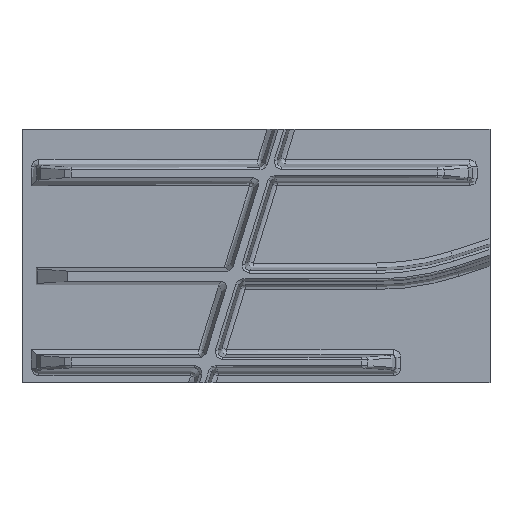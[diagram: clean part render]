
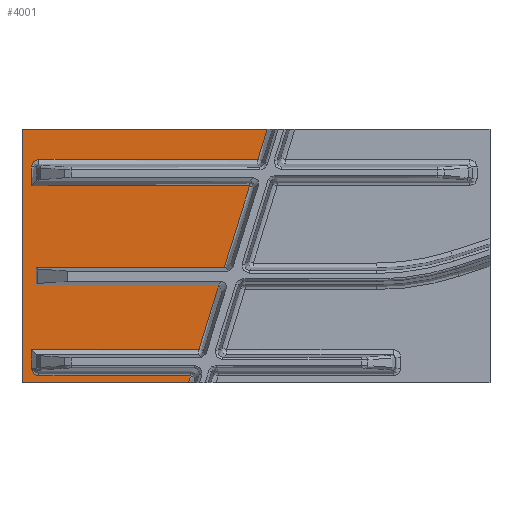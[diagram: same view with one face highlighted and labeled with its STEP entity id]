
A CAD part, top view. The second image highlights one B-rep face of the part: STEP entity #4001.
In plain terms, the highlighted planar face has unit normal (0, 0, 1).
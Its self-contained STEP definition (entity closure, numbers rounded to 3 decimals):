
#1371=AXIS2_PLACEMENT_3D('Plane Axis2P3D',#1368,#1369,#1370) ;
#1368=CARTESIAN_POINT('Axis2P3D Location',(1564.313,330.407,-8.)) ;
#1975=CARTESIAN_POINT('Vertex',(2207.839,207.48,-8.)) ;
#1978=CARTESIAN_POINT('Line Origine',(2232.097,207.48,-8.)) ;
#1982=CARTESIAN_POINT('Vertex',(2256.355,207.48,-8.)) ;
#2353=CARTESIAN_POINT('Vertex',(2247.861,180.107,-8.)) ;
#2356=CARTESIAN_POINT('Line Origine',(2213.813,180.107,-8.)) ;
#2360=CARTESIAN_POINT('Vertex',(2210.613,180.107,-8.)) ;
#2410=CARTESIAN_POINT('Line Origine',(2213.813,176.707,-8.)) ;
#2414=CARTESIAN_POINT('Vertex',(2210.613,176.707,-8.)) ;
#2416=CARTESIAN_POINT('Vertex',(2246.413,176.707,-8.)) ;
#2441=CARTESIAN_POINT('Control Point',(2246.784,176.636,-8.)) ;
#2442=CARTESIAN_POINT('Control Point',(2246.667,176.683,-8.)) ;
#2443=CARTESIAN_POINT('Control Point',(2246.54,176.707,-8.)) ;
#2444=CARTESIAN_POINT('Control Point',(2246.413,176.707,-8.)) ;
#2445=CARTESIAN_POINT('Vertex',(2246.784,176.636,-8.)) ;
#2815=CARTESIAN_POINT('Vertex',(2240.795,157.333,-8.)) ;
#2818=CARTESIAN_POINT('Line Origine',(2224.317,157.333,-8.)) ;
#2822=CARTESIAN_POINT('Vertex',(2207.839,157.333,-8.)) ;
#3853=CARTESIAN_POINT('Line Origine',(2207.839,182.407,-8.)) ;
#3865=CARTESIAN_POINT('Line Origine',(2244.808,170.267,-8.)) ;
#3869=CARTESIAN_POINT('Vertex',(2242.832,163.898,-8.)) ;
#3872=CARTESIAN_POINT('Line Origine',(2210.613,178.407,-8.)) ;
#3877=CARTESIAN_POINT('Line Origine',(2250.372,188.199,-8.)) ;
#3881=CARTESIAN_POINT('Vertex',(2252.883,196.29,-8.)) ;
#3884=CARTESIAN_POINT('Line Origine',(2231.29,196.29,-8.)) ;
#3888=CARTESIAN_POINT('Vertex',(2209.697,196.29,-8.)) ;
#3891=CARTESIAN_POINT('Line Origine',(2209.697,198.16,-8.)) ;
#3895=CARTESIAN_POINT('Vertex',(2209.697,200.029,-8.)) ;
#3899=CARTESIAN_POINT('Control Point',(2209.697,200.029,-8.)) ;
#3900=CARTESIAN_POINT('Control Point',(2209.697,200.095,-8.)) ;
#3901=CARTESIAN_POINT('Control Point',(2209.7,200.161,-8.)) ;
#3902=CARTESIAN_POINT('Control Point',(2209.708,200.228,-8.)) ;
#3903=CARTESIAN_POINT('Control Point',(2209.741,200.426,-8.)) ;
#3904=CARTESIAN_POINT('Control Point',(2209.807,200.616,-8.)) ;
#3905=CARTESIAN_POINT('Control Point',(2209.865,200.738,-8.)) ;
#3906=CARTESIAN_POINT('Control Point',(2210.008,200.967,-8.)) ;
#3907=CARTESIAN_POINT('Control Point',(2210.198,201.158,-8.)) ;
#3908=CARTESIAN_POINT('Control Point',(2210.303,201.243,-8.)) ;
#3909=CARTESIAN_POINT('Control Point',(2210.531,201.387,-8.)) ;
#3910=CARTESIAN_POINT('Control Point',(2210.785,201.477,-8.)) ;
#3911=CARTESIAN_POINT('Control Point',(2210.917,201.507,-8.)) ;
#3912=CARTESIAN_POINT('Control Point',(2211.052,201.523,-8.)) ;
#3913=CARTESIAN_POINT('Control Point',(2211.187,201.523,-8.)) ;
#3914=CARTESIAN_POINT('Control Point',(2211.188,201.523,-8.)) ;
#3915=CARTESIAN_POINT('Control Point',(2211.19,201.523,-8.)) ;
#3916=CARTESIAN_POINT('Control Point',(2211.191,201.523,-8.)) ;
#3917=CARTESIAN_POINT('Vertex',(2211.191,201.523,-8.)) ;
#3920=CARTESIAN_POINT('Line Origine',(2232.849,201.523,-8.)) ;
#3924=CARTESIAN_POINT('Vertex',(2254.506,201.523,-8.)) ;
#3927=CARTESIAN_POINT('Line Origine',(2255.431,204.502,-8.)) ;
#3932=CARTESIAN_POINT('Line Origine',(2241.001,157.999,-8.)) ;
#3936=CARTESIAN_POINT('Vertex',(2241.208,158.665,-8.)) ;
#3939=CARTESIAN_POINT('Line Origine',(2226.2,158.665,-8.)) ;
#3943=CARTESIAN_POINT('Vertex',(2211.191,158.665,-8.)) ;
#3947=CARTESIAN_POINT('Control Point',(2211.191,158.665,-8.)) ;
#3948=CARTESIAN_POINT('Control Point',(2211.125,158.665,-8.)) ;
#3949=CARTESIAN_POINT('Control Point',(2211.058,158.669,-8.)) ;
#3950=CARTESIAN_POINT('Control Point',(2210.992,158.676,-8.)) ;
#3951=CARTESIAN_POINT('Control Point',(2210.794,158.71,-8.)) ;
#3952=CARTESIAN_POINT('Control Point',(2210.604,158.775,-8.)) ;
#3953=CARTESIAN_POINT('Control Point',(2210.481,158.834,-8.)) ;
#3954=CARTESIAN_POINT('Control Point',(2210.253,158.976,-8.)) ;
#3955=CARTESIAN_POINT('Control Point',(2210.061,159.166,-8.)) ;
#3956=CARTESIAN_POINT('Control Point',(2209.977,159.272,-8.)) ;
#3957=CARTESIAN_POINT('Control Point',(2209.833,159.5,-8.)) ;
#3958=CARTESIAN_POINT('Control Point',(2209.743,159.754,-8.)) ;
#3959=CARTESIAN_POINT('Control Point',(2209.713,159.886,-8.)) ;
#3960=CARTESIAN_POINT('Control Point',(2209.697,160.021,-8.)) ;
#3961=CARTESIAN_POINT('Control Point',(2209.697,160.156,-8.)) ;
#3962=CARTESIAN_POINT('Control Point',(2209.697,160.157,-8.)) ;
#3963=CARTESIAN_POINT('Control Point',(2209.697,160.158,-8.)) ;
#3964=CARTESIAN_POINT('Control Point',(2209.697,160.16,-8.)) ;
#3965=CARTESIAN_POINT('Vertex',(2209.697,160.16,-8.)) ;
#3968=CARTESIAN_POINT('Line Origine',(2209.697,162.029,-8.)) ;
#3972=CARTESIAN_POINT('Vertex',(2209.697,163.898,-8.)) ;
#3975=CARTESIAN_POINT('Line Origine',(2226.264,163.898,-8.)) ;
#1369=DIRECTION('Axis2P3D Direction',(0.,-0.,1.)) ;
#1370=DIRECTION('Axis2P3D XDirection',(0.,1.,0.)) ;
#1979=DIRECTION('Vector Direction',(-1.,0.,0.)) ;
#2357=DIRECTION('Vector Direction',(-1.,0.,0.)) ;
#2411=DIRECTION('Vector Direction',(-1.,0.,0.)) ;
#2819=DIRECTION('Vector Direction',(1.,0.,0.)) ;
#3854=DIRECTION('Vector Direction',(0.,1.,0.)) ;
#3866=DIRECTION('Vector Direction',(0.296,0.955,0.)) ;
#3873=DIRECTION('Vector Direction',(0.,-1.,0.)) ;
#3878=DIRECTION('Vector Direction',(0.296,0.955,0.)) ;
#3885=DIRECTION('Vector Direction',(-1.,0.,0.)) ;
#3892=DIRECTION('Vector Direction',(0.,1.,0.)) ;
#3921=DIRECTION('Vector Direction',(-1.,0.,0.)) ;
#3928=DIRECTION('Vector Direction',(0.296,0.955,0.)) ;
#3933=DIRECTION('Vector Direction',(0.296,0.955,0.)) ;
#3940=DIRECTION('Vector Direction',(-1.,0.,0.)) ;
#3969=DIRECTION('Vector Direction',(0.,1.,0.)) ;
#3976=DIRECTION('Vector Direction',(1.,0.,0.)) ;
#1980=VECTOR('Line Direction',#1979,1.) ;
#2358=VECTOR('Line Direction',#2357,1.) ;
#2412=VECTOR('Line Direction',#2411,1.) ;
#2820=VECTOR('Line Direction',#2819,1.) ;
#3855=VECTOR('Line Direction',#3854,1.) ;
#3867=VECTOR('Line Direction',#3866,1.) ;
#3874=VECTOR('Line Direction',#3873,1.) ;
#3879=VECTOR('Line Direction',#3878,1.) ;
#3886=VECTOR('Line Direction',#3885,1.) ;
#3893=VECTOR('Line Direction',#3892,1.) ;
#3922=VECTOR('Line Direction',#3921,1.) ;
#3929=VECTOR('Line Direction',#3928,1.) ;
#3934=VECTOR('Line Direction',#3933,1.) ;
#3941=VECTOR('Line Direction',#3940,1.) ;
#3970=VECTOR('Line Direction',#3969,1.) ;
#3977=VECTOR('Line Direction',#3976,1.) ;
#3981=ORIENTED_EDGE('',*,*,#3871,.T.) ;
#3982=ORIENTED_EDGE('',*,*,#2447,.T.) ;
#3983=ORIENTED_EDGE('',*,*,#2418,.F.) ;
#3984=ORIENTED_EDGE('',*,*,#3876,.F.) ;
#3985=ORIENTED_EDGE('',*,*,#2362,.T.) ;
#3986=ORIENTED_EDGE('',*,*,#3883,.T.) ;
#3987=ORIENTED_EDGE('',*,*,#3890,.T.) ;
#3988=ORIENTED_EDGE('',*,*,#3897,.T.) ;
#3989=ORIENTED_EDGE('',*,*,#3919,.F.) ;
#3990=ORIENTED_EDGE('',*,*,#3926,.F.) ;
#3991=ORIENTED_EDGE('',*,*,#3931,.F.) ;
#3992=ORIENTED_EDGE('',*,*,#1984,.T.) ;
#3993=ORIENTED_EDGE('',*,*,#3857,.F.) ;
#3994=ORIENTED_EDGE('',*,*,#2824,.T.) ;
#3995=ORIENTED_EDGE('',*,*,#3938,.F.) ;
#3996=ORIENTED_EDGE('',*,*,#3945,.F.) ;
#3997=ORIENTED_EDGE('',*,*,#3967,.F.) ;
#3998=ORIENTED_EDGE('',*,*,#3974,.T.) ;
#3999=ORIENTED_EDGE('',*,*,#3979,.T.) ;
#4001=ADVANCED_FACE('Ergebnis',(#4000),#1372,.T.) ;
#2440=B_SPLINE_CURVE_WITH_KNOTS('',3,(#2441,#2442,#2443,#2444),.UNSPECIFIED.,.F.,.U.,(4,4),(2.102,2.639),.UNSPECIFIED.) ;
#3898=B_SPLINE_CURVE_WITH_KNOTS('',5,(#3899,#3900,#3901,#3902,#3903,#3904,#3905,#3906,#3907,#3908,#3909,#3910,#3911,#3912,#3913,#3914,#3915,#3916),.UNSPECIFIED.,.F.,.U.,(6,3,3,3,3,6),(3.762,4.113,4.821,5.526,6.233,6.24),.UNSPECIFIED.) ;
#3946=B_SPLINE_CURVE_WITH_KNOTS('',5,(#3947,#3948,#3949,#3950,#3951,#3952,#3953,#3954,#3955,#3956,#3957,#3958,#3959,#3960,#3961,#3962,#3963,#3964),.UNSPECIFIED.,.F.,.U.,(6,3,3,3,3,6),(3.762,4.113,4.821,5.526,6.233,6.24),.UNSPECIFIED.) ;
#1984=EDGE_CURVE('',#1983,#1976,#1981,.T.) ;
#2362=EDGE_CURVE('',#2361,#2354,#2359,.F.) ;
#2418=EDGE_CURVE('',#2415,#2417,#2413,.F.) ;
#2447=EDGE_CURVE('',#2446,#2417,#2440,.T.) ;
#2824=EDGE_CURVE('',#2823,#2816,#2821,.T.) ;
#3857=EDGE_CURVE('',#2823,#1976,#3856,.T.) ;
#3871=EDGE_CURVE('',#3870,#2446,#3868,.T.) ;
#3876=EDGE_CURVE('',#2361,#2415,#3875,.T.) ;
#3883=EDGE_CURVE('',#2354,#3882,#3880,.T.) ;
#3890=EDGE_CURVE('',#3882,#3889,#3887,.T.) ;
#3897=EDGE_CURVE('',#3889,#3896,#3894,.T.) ;
#3919=EDGE_CURVE('',#3918,#3896,#3898,.F.) ;
#3926=EDGE_CURVE('',#3925,#3918,#3923,.T.) ;
#3931=EDGE_CURVE('',#1983,#3925,#3930,.F.) ;
#3938=EDGE_CURVE('',#3937,#2816,#3935,.F.) ;
#3945=EDGE_CURVE('',#3944,#3937,#3942,.F.) ;
#3967=EDGE_CURVE('',#3966,#3944,#3946,.F.) ;
#3974=EDGE_CURVE('',#3966,#3973,#3971,.T.) ;
#3979=EDGE_CURVE('',#3973,#3870,#3978,.T.) ;
#3980=EDGE_LOOP('',(#3981,#3982,#3983,#3984,#3985,#3986,#3987,#3988,#3989,#3990,#3991,#3992,#3993,#3994,#3995,#3996,#3997,#3998,#3999)) ;
#4000=FACE_OUTER_BOUND('',#3980,.T.) ;
#1981=LINE('Line',#1978,#1980) ;
#2359=LINE('Line',#2356,#2358) ;
#2413=LINE('Line',#2410,#2412) ;
#2821=LINE('Line',#2818,#2820) ;
#3856=LINE('Line',#3853,#3855) ;
#3868=LINE('Line',#3865,#3867) ;
#3875=LINE('Line',#3872,#3874) ;
#3880=LINE('Line',#3877,#3879) ;
#3887=LINE('Line',#3884,#3886) ;
#3894=LINE('Line',#3891,#3893) ;
#3923=LINE('Line',#3920,#3922) ;
#3930=LINE('Line',#3927,#3929) ;
#3935=LINE('Line',#3932,#3934) ;
#3942=LINE('Line',#3939,#3941) ;
#3971=LINE('Line',#3968,#3970) ;
#3978=LINE('Line',#3975,#3977) ;
#1372=PLANE('',#1371) ;
#1976=VERTEX_POINT('',#1975) ;
#1983=VERTEX_POINT('',#1982) ;
#2354=VERTEX_POINT('',#2353) ;
#2361=VERTEX_POINT('',#2360) ;
#2415=VERTEX_POINT('',#2414) ;
#2417=VERTEX_POINT('',#2416) ;
#2446=VERTEX_POINT('',#2445) ;
#2816=VERTEX_POINT('',#2815) ;
#2823=VERTEX_POINT('',#2822) ;
#3870=VERTEX_POINT('',#3869) ;
#3882=VERTEX_POINT('',#3881) ;
#3889=VERTEX_POINT('',#3888) ;
#3896=VERTEX_POINT('',#3895) ;
#3918=VERTEX_POINT('',#3917) ;
#3925=VERTEX_POINT('',#3924) ;
#3937=VERTEX_POINT('',#3936) ;
#3944=VERTEX_POINT('',#3943) ;
#3966=VERTEX_POINT('',#3965) ;
#3973=VERTEX_POINT('',#3972) ;
